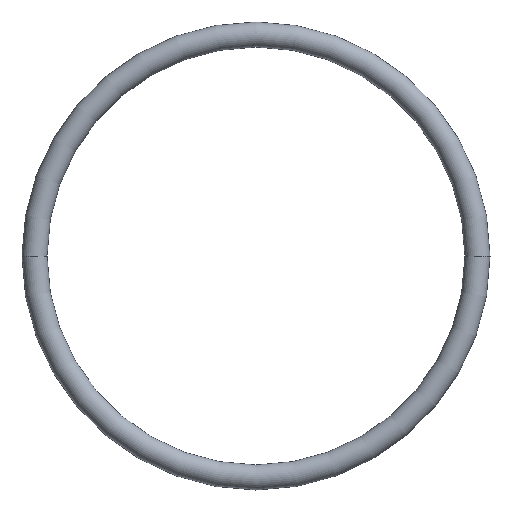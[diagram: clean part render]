
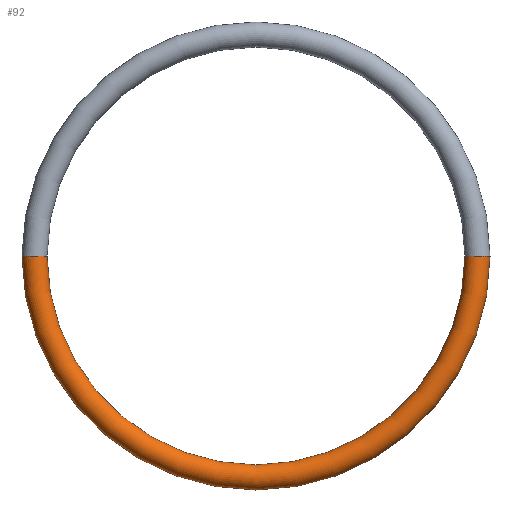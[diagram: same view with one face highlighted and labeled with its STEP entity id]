
A CAD part, front view. The second image highlights one B-rep face of the part: STEP entity #92.
In plain terms, the highlighted toroidal (fillet/blend) face has major radius 11.025 mm and minor radius 0.625 mm.
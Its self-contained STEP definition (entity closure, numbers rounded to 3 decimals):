
#16=CARTESIAN_POINT('',(0.,0.,0.));
#17=DIRECTION('',(0.,-1.,0.));
#18=DIRECTION('',(-1.,0.,0.));
#19=AXIS2_PLACEMENT_3D('',#16,#17,#18);
#21=CARTESIAN_POINT('',(-11.025,0.,0.));
#22=DIRECTION('',(0.,0.,1.));
#23=DIRECTION('',(-1.,0.,0.));
#24=AXIS2_PLACEMENT_3D('',#21,#22,#23);
#26=CARTESIAN_POINT('',(11.025,0.,0.));
#27=DIRECTION('',(0.,0.,-1.));
#28=DIRECTION('',(1.,0.,0.));
#29=AXIS2_PLACEMENT_3D('',#26,#27,#28);
#31=CARTESIAN_POINT('',(0.,0.,0.));
#32=DIRECTION('',(0.,-1.,0.));
#33=DIRECTION('',(-1.,0.,0.));
#34=AXIS2_PLACEMENT_3D('',#31,#32,#33);
#41=CARTESIAN_POINT('',(-10.4,0.,0.));
#42=CARTESIAN_POINT('',(-11.65,0.,0.));
#43=VERTEX_POINT('',#41);
#44=VERTEX_POINT('',#42);
#45=CARTESIAN_POINT('',(10.4,0.,0.));
#46=CARTESIAN_POINT('',(11.65,0.,0.));
#47=VERTEX_POINT('',#45);
#48=VERTEX_POINT('',#46);
#79=CARTESIAN_POINT('',(0.,0.,0.));
#80=DIRECTION('',(0.,1.,0.));
#81=DIRECTION('',(1.,0.,0.));
#82=AXIS2_PLACEMENT_3D('',#79,#80,#81);
#83=TOROIDAL_SURFACE('',#82,11.025,0.625);
#85=ORIENTED_EDGE('',*,*,#84,.T.);
#86=ORIENTED_EDGE('',*,*,#74,.T.);
#88=ORIENTED_EDGE('',*,*,#87,.F.);
#89=ORIENTED_EDGE('',*,*,#71,.F.);
#90=EDGE_LOOP('',(#85,#86,#88,#89));
#91=FACE_OUTER_BOUND('',#90,.F.);
#92=ADVANCED_FACE('',(#91),#83,.T.);
#20=CIRCLE('',#19,10.4);
#25=CIRCLE('',#24,0.625);
#30=CIRCLE('',#29,0.625);
#35=CIRCLE('',#34,11.65);
#71=EDGE_CURVE('',#44,#48,#35,.T.);
#74=EDGE_CURVE('',#43,#47,#20,.T.);
#84=EDGE_CURVE('',#44,#43,#25,.T.);
#87=EDGE_CURVE('',#48,#47,#30,.T.);
